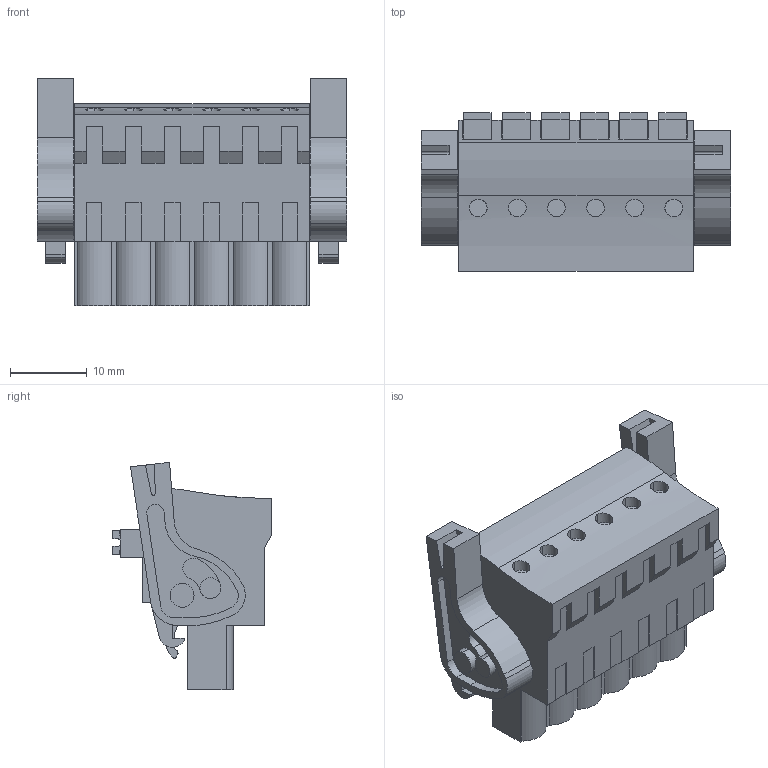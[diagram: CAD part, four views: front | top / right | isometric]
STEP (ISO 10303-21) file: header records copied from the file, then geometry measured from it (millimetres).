
FILE_DESCRIPTION(('CATIA V5 STEP Exchange','CAx-IF Rec.Pracs.--- Model Styling and Organization---1.4--- 2014-01-23'),'2;1');
FILE_NAME ('D1446192_0_1000450001_1000450001.stp','2017-09-09T07:23:15+00:00',('none'),('Weidmueller'),'CATIA Version 5-6 Release 2016','CATIA V5 STEP AP214','none');
FILE_SCHEMA(('AUTOMOTIVE_DESIGN { 1 0 10303 214 1 1 1 1 }'));
Length unit declared in the file: millimetre
Products named in the file (1): 1000450001
Bounding box: 40.18 x 20.64 x 29.52 mm (x, y, z)
Volume: 10466.9 mm3; surface area: 6107.1 mm2
Topology: 9 solids, 9 shells, 533 faces, 1500 edges, 1019 vertices
Faces by surface type: plane 393, cylinder 130, extrusion 10
Entity records: 16145 total; most frequent: CARTESIAN_POINT 3194, ORIENTED_EDGE 3000, DIRECTION 2085, EDGE_CURVE 1500, VECTOR 1199, LINE 1189, VERTEX_POINT 1019, EDGE_LOOP 575
